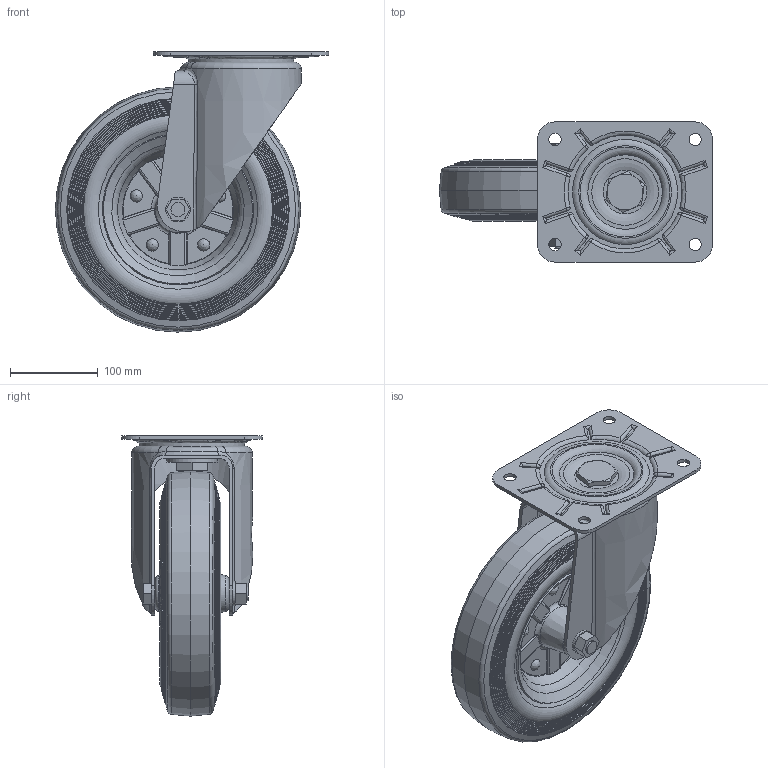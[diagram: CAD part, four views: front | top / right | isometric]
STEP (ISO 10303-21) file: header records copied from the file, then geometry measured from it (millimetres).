
FILE_DESCRIPTION(/* description */ (''),/* implementation_level */ '2;1');
FILE_NAME(/* name */ '0013463K_LI_522_280_R',/* time_stamp */ '2010-09-22T10:34:37+02:00',/* author */ (''),/* organization */ (''),/* preprocessor_version */ 'ST-DEVELOPER v9',/* originating_system */ 'UGS - NX 4.0',/* authorisation */ '');
FILE_SCHEMA (('CONFIG_CONTROL_DESIGN'));
Length unit declared in the file: millimetre
Products named in the file (1): SBorFFCE50gg
Bounding box: 312 x 160 x 320 mm (x, y, z)
Volume: 3374441.5 mm3; surface area: 447828.1 mm2
Topology: 9 solids, 17 shells, 555 faces, 1360 edges, 852 vertices
Faces by surface type: plane 149, bspline 124, cylinder 108, torus 85, cone 53, extrusion 36
Full cylindrical faces by diameter (mm): 8 x5, 8.2 x5, 14 x4, 16 x3, 16.5 x2, 17.27 x1, 24 x2, 24.5 x1, 25 x2, 27 x2, 28 x1, 35 x1, 58 x1, 100 x1, 120 x1
Entity records: 20150 total; most frequent: CARTESIAN_POINT 8721, ORIENTED_EDGE 2356, DIRECTION 2077, EDGE_CURVE 1178, AXIS2_PLACEMENT_3D 870, VERTEX_POINT 801, EDGE_LOOP 735, ADVANCED_FACE 554
